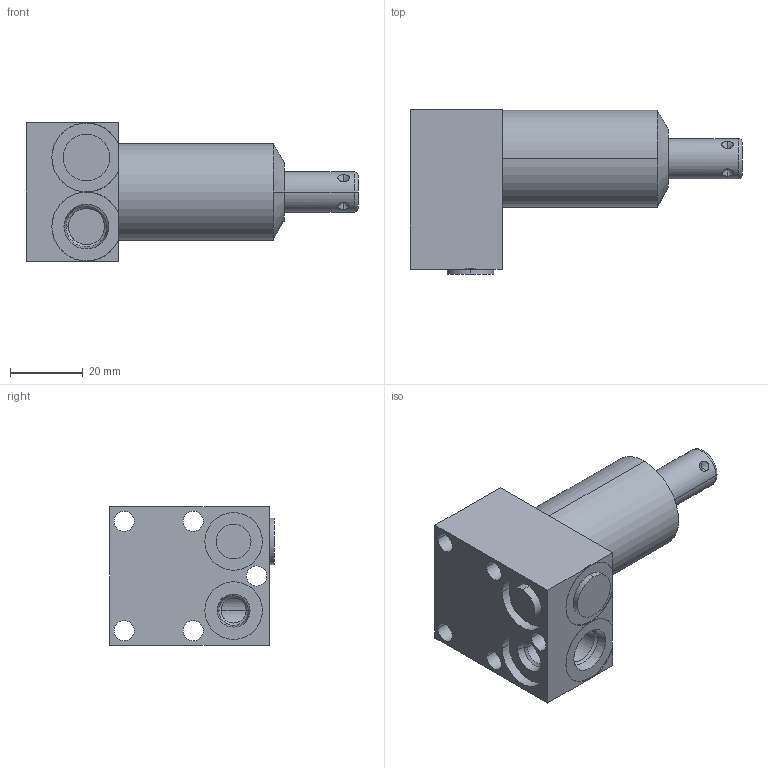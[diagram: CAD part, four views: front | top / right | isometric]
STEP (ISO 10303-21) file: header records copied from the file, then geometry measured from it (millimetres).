
FILE_DESCRIPTION((''),'2;1');
FILE_NAME('ILC15210503R','2022-01-20T15:10:04',('rkuestersteffen'),(''),'CREO PARAMETRIC BY PTC INC, 2021164','CREO PARAMETRIC BY PTC INC, 2021164','');
FILE_SCHEMA(('AUTOMOTIVE_DESIGN { 1 0 10303 214 1 1 1 1 }'));
Length unit declared in the file: inch
Products named in the file (1): ILC15210503R
Bounding box: 91.54 x 45.34 x 38.1 mm (x, y, z)
Volume: 62820.7 mm3; surface area: 16043 mm2
Topology: 1 solids, 3 shells, 83 faces, 207 edges, 128 vertices
Faces by surface type: cylinder 36, cone 24, plane 21, torus 2
Entity records: 3877 total; most frequent: CARTESIAN_POINT 696, DIRECTION 499, ORIENTED_EDGE 382, PRESENTATION_STYLE_ASSIGNMENT 249, STYLED_ITEM 234, CURVE_STYLE 232, EDGE_CURVE 193, AXIS2_PLACEMENT_3D 188
